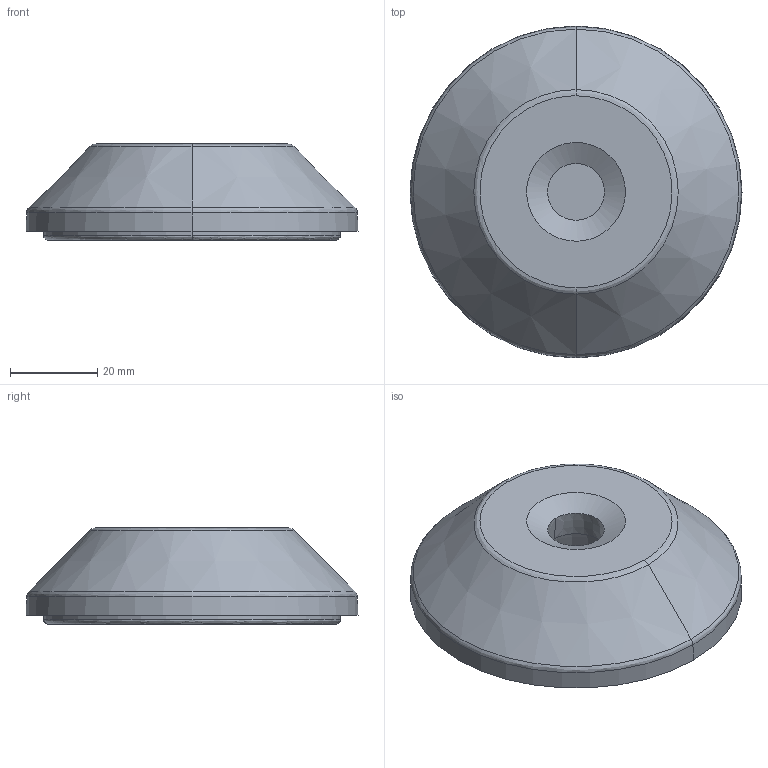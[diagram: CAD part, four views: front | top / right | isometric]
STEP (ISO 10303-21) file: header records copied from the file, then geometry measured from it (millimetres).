
FILE_DESCRIPTION (( 'STEP AP203' ), '1' );
FILE_NAME ('203600503_c_1.STEP', '2023-02-26T22:11:51', ( '' ), ( '' ), 'SwSTEP 2.0', 'SolidWorks 2014', '' );
FILE_SCHEMA (( 'CONFIG_CONTROL_DESIGN' ));
Length unit declared in the file: millimetre
Products named in the file (1): 203600503_c_1
Bounding box: 76 x 76 x 22 mm (x, y, z)
Volume: 67960 mm3; surface area: 15372 mm2
Topology: 1 solids, 1 shells, 26 faces, 50 edges, 30 vertices
Faces by surface type: cone 10, bspline 7, plane 5, cylinder 4
Entity records: 907 total; most frequent: CARTESIAN_POINT 317, DIRECTION 114, ORIENTED_EDGE 100, AXIS2_PLACEMENT_3D 50, EDGE_CURVE 50, VERTEX_POINT 30, EDGE_LOOP 30, CIRCLE 30
